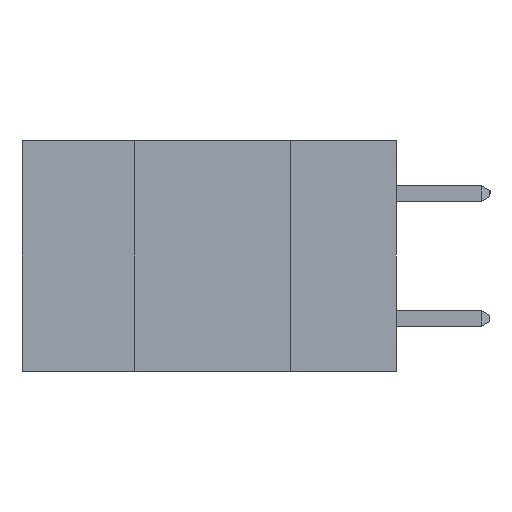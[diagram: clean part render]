
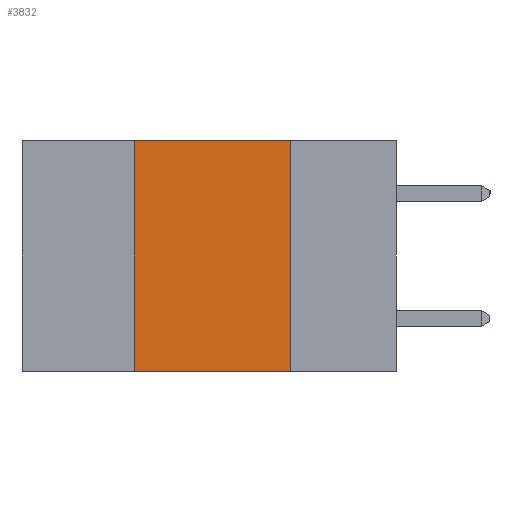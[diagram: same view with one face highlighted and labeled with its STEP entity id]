
A CAD part, left-side view. The second image highlights one B-rep face of the part: STEP entity #3832.
In plain terms, the highlighted planar face has unit normal (-1, 0, 0).
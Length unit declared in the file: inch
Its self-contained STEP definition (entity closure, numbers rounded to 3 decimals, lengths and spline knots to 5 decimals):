
#17 = VECTOR ( 'NONE', #5486, 39.37008 ) ;
#130 = DIRECTION ( 'NONE',  ( 0., 0., 1. ) ) ;
#1110 = DIRECTION ( 'NONE',  ( 0., 0., -1. ) ) ;
#1969 = PLANE ( 'NONE',  #3619 ) ;
#2735 = CARTESIAN_POINT ( 'NONE',  ( 0., 0.42, -0.37 ) ) ;
#2938 = CARTESIAN_POINT ( 'NONE',  ( 0., 0.17, -0.37 ) ) ;
#3162 = LINE ( 'NONE', #10338, #7909 ) ;
#3182 = VERTEX_POINT ( 'NONE', #6221 ) ;
#3619 = AXIS2_PLACEMENT_3D ( 'NONE', #9954, #4760, #1110 ) ;
#3832 = ADVANCED_FACE ( 'NONE', ( #8155 ), #1969, .F. ) ;
#4086 = VERTEX_POINT ( 'NONE', #10637 ) ;
#4267 = VECTOR ( 'NONE', #4688, 39.37008 ) ;
#4510 = CARTESIAN_POINT ( 'NONE',  ( 0., 0.6, 0. ) ) ;
#4688 = DIRECTION ( 'NONE',  ( 0., -1., 0. ) ) ;
#4760 = DIRECTION ( 'NONE',  ( 1., 0., 0. ) ) ;
#4903 = DIRECTION ( 'NONE',  ( 0., -1., 0. ) ) ;
#5071 = EDGE_LOOP ( 'NONE', ( #8914, #6946, #10780, #9105 ) ) ;
#5387 = EDGE_CURVE ( 'NONE', #8402, #9291, #5661, .T. ) ;
#5486 = DIRECTION ( 'NONE',  ( 0., 0., -1. ) ) ;
#5661 = LINE ( 'NONE', #10979, #7531 ) ;
#6221 = CARTESIAN_POINT ( 'NONE',  ( 0., 0.17, -0.37 ) ) ;
#6433 = EDGE_CURVE ( 'NONE', #8402, #3182, #3162, .T. ) ;
#6591 = CARTESIAN_POINT ( 'NONE',  ( 0., 0.42, 0. ) ) ;
#6946 = ORIENTED_EDGE ( 'NONE', *, *, #10437, .F. ) ;
#7333 = LINE ( 'NONE', #2938, #17 ) ;
#7531 = VECTOR ( 'NONE', #130, 39.37008 ) ;
#7909 = VECTOR ( 'NONE', #4903, 39.37008 ) ;
#8155 = FACE_OUTER_BOUND ( 'NONE', #5071, .T. ) ;
#8402 = VERTEX_POINT ( 'NONE', #2735 ) ;
#8914 = ORIENTED_EDGE ( 'NONE', *, *, #10361, .F. ) ;
#9105 = ORIENTED_EDGE ( 'NONE', *, *, #6433, .T. ) ;
#9291 = VERTEX_POINT ( 'NONE', #6591 ) ;
#9954 = CARTESIAN_POINT ( 'NONE',  ( 0., 0.6, 0. ) ) ;
#10338 = CARTESIAN_POINT ( 'NONE',  ( 0., 0.6, -0.37 ) ) ;
#10361 = EDGE_CURVE ( 'NONE', #4086, #3182, #7333, .T. ) ;
#10437 = EDGE_CURVE ( 'NONE', #9291, #4086, #10746, .T. ) ;
#10637 = CARTESIAN_POINT ( 'NONE',  ( 0., 0.17, 0. ) ) ;
#10746 = LINE ( 'NONE', #4510, #4267 ) ;
#10780 = ORIENTED_EDGE ( 'NONE', *, *, #5387, .F. ) ;
#10979 = CARTESIAN_POINT ( 'NONE',  ( 0., 0.42, -0.37 ) ) ;
